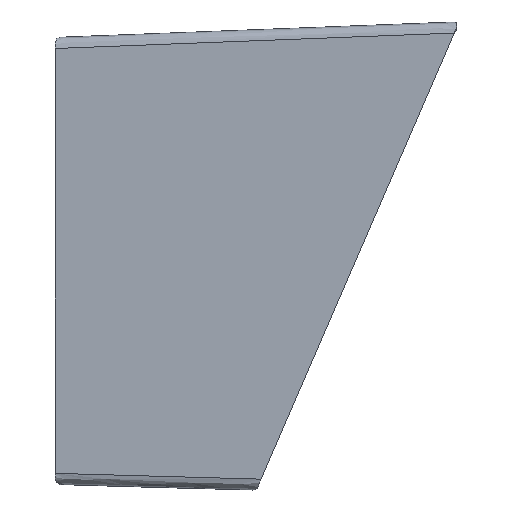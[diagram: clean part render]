
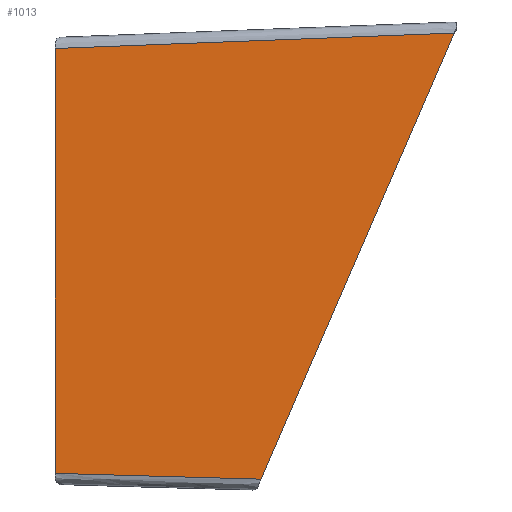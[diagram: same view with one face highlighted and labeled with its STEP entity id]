
A CAD part, top view. The second image highlights one B-rep face of the part: STEP entity #1013.
In plain terms, the highlighted free-form (B-spline) face has degree [1, 1] with [2, 2] control points.
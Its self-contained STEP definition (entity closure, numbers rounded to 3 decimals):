
#51 = ORIENTED_EDGE ( 'NONE', *, *, #1065, .F. ) ;
#75 = CARTESIAN_POINT ( 'NONE',  ( 101.894, 556.819, 5. ) ) ;
#83 = B_SPLINE_CURVE_WITH_KNOTS ( 'NONE', 1,
 ( #440, #769 ),
 .UNSPECIFIED., .F., .F.,
 ( 2, 2 ),
 ( 0., 1. ),
 .UNSPECIFIED. ) ;
#218 = FACE_OUTER_BOUND ( 'NONE', #1072, .T. ) ;
#227 = B_SPLINE_SURFACE_WITH_KNOTS ( 'NONE', 1, 1, ( 
 ( #449, #957 ),
 ( #787, #961 ) ),
 .UNSPECIFIED., .F., .F., .F.,
 ( 2, 2 ),
 ( 2, 2 ),
 ( 0., 1. ),
 ( 0., 1. ),
 .UNSPECIFIED. ) ;
#231 = CARTESIAN_POINT ( 'NONE',  ( 426.138, 569.359, 5. ) ) ;
#283 = CARTESIAN_POINT ( 'NONE',  ( 101.894, 211.568, 5. ) ) ;
#342 = B_SPLINE_CURVE_WITH_KNOTS ( 'NONE', 1,
 ( #552, #371 ),
 .UNSPECIFIED., .F., .F.,
 ( 2, 2 ),
 ( -1., 0. ),
 .UNSPECIFIED. ) ;
#343 = CARTESIAN_POINT ( 'NONE',  ( 269.074, 206.878, 5. ) ) ;
#371 = CARTESIAN_POINT ( 'NONE',  ( 101.894, 211.568, 5. ) ) ;
#399 = ORIENTED_EDGE ( 'NONE', *, *, #780, .F. ) ;
#405 = CARTESIAN_POINT ( 'NONE',  ( 101.894, 556.819, 5. ) ) ;
#440 = CARTESIAN_POINT ( 'NONE',  ( 426.138, 569.359, 5. ) ) ;
#449 = CARTESIAN_POINT ( 'NONE',  ( 101.894, 571.534, 5. ) ) ;
#463 = B_SPLINE_CURVE_WITH_KNOTS ( 'NONE', 1,
 ( #828, #75 ),
 .UNSPECIFIED., .F., .F.,
 ( 2, 2 ),
 ( 0., 1. ),
 .UNSPECIFIED. ) ;
#499 = ORIENTED_EDGE ( 'NONE', *, *, #503, .F. ) ;
#503 = EDGE_CURVE ( 'NONE', #555, #908, #83, .T. ) ;
#511 = ORIENTED_EDGE ( 'NONE', *, *, #692, .F. ) ;
#541 = CARTESIAN_POINT ( 'NONE',  ( 101.894, 556.819, 5. ) ) ;
#552 = CARTESIAN_POINT ( 'NONE',  ( 269.074, 206.878, 5. ) ) ;
#555 = VERTEX_POINT ( 'NONE', #886 ) ;
#692 = EDGE_CURVE ( 'NONE', #1042, #555, #931, .T. ) ;
#769 = CARTESIAN_POINT ( 'NONE',  ( 269.074, 206.878, 5. ) ) ;
#780 = EDGE_CURVE ( 'NONE', #936, #1042, #463, .T. ) ;
#787 = CARTESIAN_POINT ( 'NONE',  ( 428.083, 571.534, 5. ) ) ;
#828 = CARTESIAN_POINT ( 'NONE',  ( 101.894, 211.568, 5. ) ) ;
#886 = CARTESIAN_POINT ( 'NONE',  ( 426.138, 569.359, 5. ) ) ;
#908 = VERTEX_POINT ( 'NONE', #343 ) ;
#931 = B_SPLINE_CURVE_WITH_KNOTS ( 'NONE', 1,
 ( #405, #231 ),
 .UNSPECIFIED., .F., .F.,
 ( 2, 2 ),
 ( -1., 0. ),
 .UNSPECIFIED. ) ;
#936 = VERTEX_POINT ( 'NONE', #283 ) ;
#957 = CARTESIAN_POINT ( 'NONE',  ( 101.894, 204.703, 5. ) ) ;
#961 = CARTESIAN_POINT ( 'NONE',  ( 428.083, 204.703, 5. ) ) ;
#1013 = ADVANCED_FACE ( 'NONE', ( #218 ), #227, .F. ) ;
#1042 = VERTEX_POINT ( 'NONE', #541 ) ;
#1065 = EDGE_CURVE ( 'NONE', #908, #936, #342, .T. ) ;
#1072 = EDGE_LOOP ( 'NONE', ( #511, #399, #51, #499 ) ) ;
